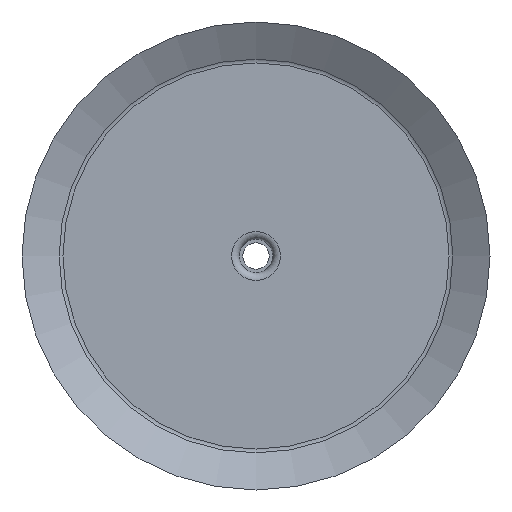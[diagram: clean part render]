
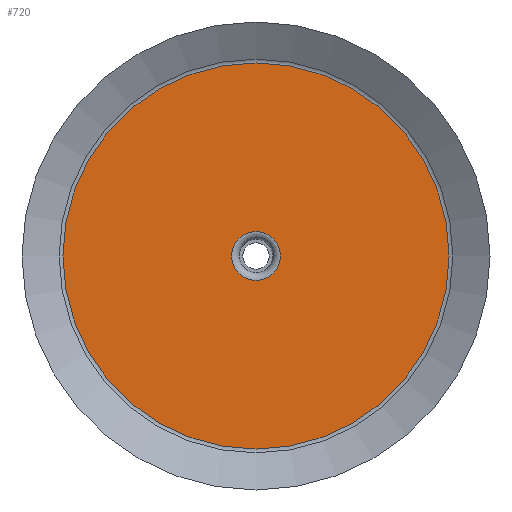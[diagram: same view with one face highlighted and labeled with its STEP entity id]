
A CAD part, front view. The second image highlights one B-rep face of the part: STEP entity #720.
In plain terms, the highlighted planar face has unit normal (0, -1, 0).
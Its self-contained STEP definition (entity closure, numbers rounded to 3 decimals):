
#66=PLANE('',#781);
#90=CIRCLE('',#780,51.572);
#91=CIRCLE('',#782,6.5);
#184=ORIENTED_EDGE('',*,*,#250,.F.);
#185=ORIENTED_EDGE('',*,*,#249,.T.);
#249=EDGE_CURVE('',#290,#290,#90,.T.);
#250=EDGE_CURVE('',#291,#291,#91,.T.);
#290=VERTEX_POINT('',#1082);
#291=VERTEX_POINT('',#1085);
#350=EDGE_LOOP('',(#184));
#351=EDGE_LOOP('',(#185));
#410=FACE_BOUND('',#350,.T.);
#411=FACE_BOUND('',#351,.T.);
#720=ADVANCED_FACE('',(#410,#411),#66,.F.);
#780=AXIS2_PLACEMENT_3D('',#1081,#903,#904);
#781=AXIS2_PLACEMENT_3D('',#1083,#905,#906);
#782=AXIS2_PLACEMENT_3D('',#1084,#907,#908);
#903=DIRECTION('',(0.,-1.,0.));
#904=DIRECTION('',(0.,0.,-1.));
#905=DIRECTION('',(0.,1.,0.));
#906=DIRECTION('',(0.,0.,1.));
#907=DIRECTION('',(0.,-1.,0.));
#908=DIRECTION('',(0.,0.,-1.));
#1081=CARTESIAN_POINT('',(0.,6.,0.));
#1082=CARTESIAN_POINT('',(0.,6.,-51.572));
#1083=CARTESIAN_POINT('',(51.572,6.,0.));
#1084=CARTESIAN_POINT('',(0.,6.,0.));
#1085=CARTESIAN_POINT('',(0.,6.,-6.5));
